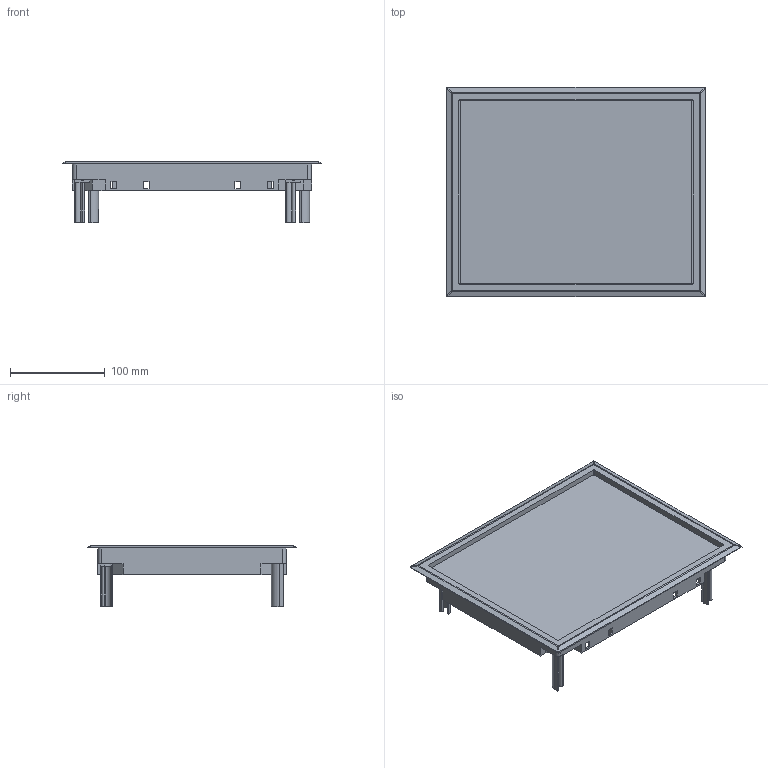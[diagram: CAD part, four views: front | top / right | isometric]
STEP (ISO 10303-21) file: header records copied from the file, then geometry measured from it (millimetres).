
FILE_DESCRIPTION (( 'STEP AP214' ), '1' );
FILE_NAME ('7406749_KSTP1.stp', '2016-05-03T13:15:16', ( '' ), ( '' ), 'SwSTEP 2.0', 'SolidWorks 2014', '' );
FILE_SCHEMA (( 'AUTOMOTIVE_DESIGN' ));
Length unit declared in the file: inch
Products named in the file (6): 39405602T1_Standard; 046899_Standard; 046901_Standard; 046900_Standard; 036139_Standard; 7406749_KSTP1
Assembly tree (8 placements, depth 2):
  7406749_KSTP1
    036139_Standard
    046900_Standard
    046901_Standard
    046899_Standard
    39405602T1_Standard  x4
Bounding box: 274 x 221 x 65.1 mm (x, y, z)
Volume: 528467.5 mm3; surface area: 347138.4 mm2
Topology: 8 solids, 8 shells, 385 faces, 1054 edges, 684 vertices
Faces by surface type: plane 281, cylinder 68, bspline 28, cone 8
Entity records: 13663 total; most frequent: CARTESIAN_POINT 2019, ORIENTED_EDGE 1644, DIRECTION 1449, EDGE_CURVE 822, LINE 701, VECTOR 701, VERTEX_POINT 540, AXIS2_PLACEMENT_3D 374
